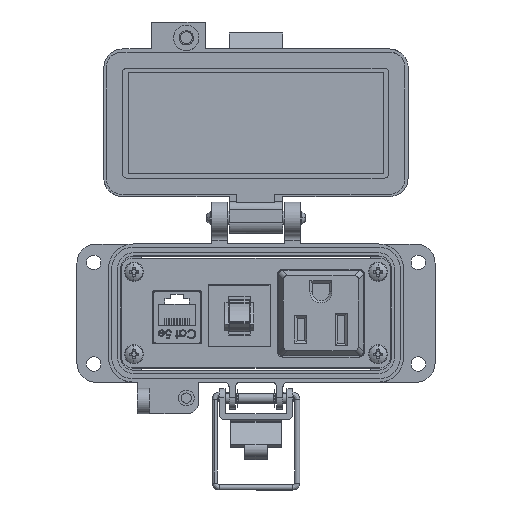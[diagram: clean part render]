
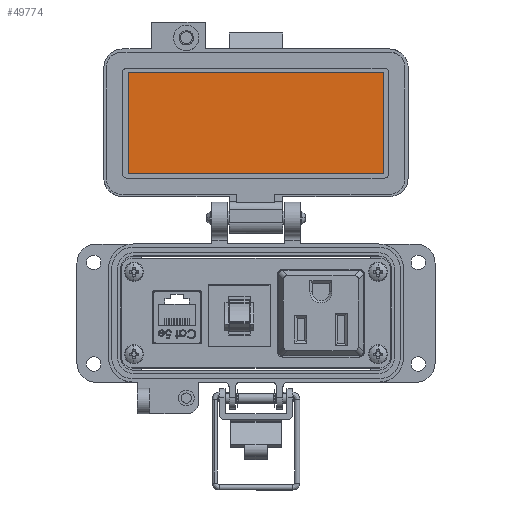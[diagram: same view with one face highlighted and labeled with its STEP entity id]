
A CAD part, top view. The second image highlights one B-rep face of the part: STEP entity #49774.
In plain terms, the highlighted planar face has unit normal (0, 0, 1).
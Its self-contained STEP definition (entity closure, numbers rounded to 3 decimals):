
#252 = CARTESIAN_POINT ( 'NONE',  ( -40.25, 67.154, -25.55 ) ) ;
#3124 = CARTESIAN_POINT ( 'NONE',  ( -40.25, 83.154, -25.55 ) ) ;
#5476 = AXIS2_PLACEMENT_3D ( 'NONE', #42350, #6864, #22665 ) ;
#6864 = DIRECTION ( 'NONE',  ( 0., 0., 1. ) ) ;
#8550 = DIRECTION ( 'NONE',  ( -1., 0., 0. ) ) ;
#9958 = VERTEX_POINT ( 'NONE', #35040 ) ;
#10469 = CARTESIAN_POINT ( 'NONE',  ( -40.25, 51.154, -25.55 ) ) ;
#10499 = VECTOR ( 'NONE', #10823, 1000. ) ;
#10738 = FACE_OUTER_BOUND ( 'NONE', #21008, .T. ) ;
#10823 = DIRECTION ( 'NONE',  ( 0., -1., 0. ) ) ;
#13446 = VERTEX_POINT ( 'NONE', #10469 ) ;
#14293 = LINE ( 'NONE', #30073, #37311 ) ;
#16062 = DIRECTION ( 'NONE',  ( 0., 1., 0. ) ) ;
#19916 = EDGE_CURVE ( 'NONE', #13446, #34228, #35736, .T. ) ;
#21008 = EDGE_LOOP ( 'NONE', ( #51074, #43655, #50370, #37922 ) ) ;
#22665 = DIRECTION ( 'NONE',  ( 0., -1., 0. ) ) ;
#25546 = VECTOR ( 'NONE', #8550, 1000. ) ;
#26017 = EDGE_CURVE ( 'NONE', #49104, #13446, #28240, .T. ) ;
#26545 = PLANE ( 'NONE',  #5476 ) ;
#28240 = LINE ( 'NONE', #44048, #25546 ) ;
#30073 = CARTESIAN_POINT ( 'NONE',  ( -8.5, 83.154, -25.55 ) ) ;
#30508 = LINE ( 'NONE', #46331, #10499 ) ;
#31250 = EDGE_CURVE ( 'NONE', #9958, #49104, #30508, .T. ) ;
#32848 = CARTESIAN_POINT ( 'NONE',  ( 40.25, 51.154, -25.55 ) ) ;
#34228 = VERTEX_POINT ( 'NONE', #3124 ) ;
#35040 = CARTESIAN_POINT ( 'NONE',  ( 40.25, 83.154, -25.55 ) ) ;
#35736 = LINE ( 'NONE', #252, #50530 ) ;
#37311 = VECTOR ( 'NONE', #45894, 1000. ) ;
#37922 = ORIENTED_EDGE ( 'NONE', *, *, #31250, .F. ) ;
#42350 = CARTESIAN_POINT ( 'NONE',  ( -8.5, 67.154, -25.55 ) ) ;
#43655 = ORIENTED_EDGE ( 'NONE', *, *, #19916, .F. ) ;
#44048 = CARTESIAN_POINT ( 'NONE',  ( 42., 51.154, -25.55 ) ) ;
#45894 = DIRECTION ( 'NONE',  ( 1., 0., 0. ) ) ;
#46165 = EDGE_CURVE ( 'NONE', #34228, #9958, #14293, .T. ) ;
#46331 = CARTESIAN_POINT ( 'NONE',  ( 40.25, 67.154, -25.55 ) ) ;
#49104 = VERTEX_POINT ( 'NONE', #32848 ) ;
#49774 = ADVANCED_FACE ( 'NONE', ( #10738 ), #26545, .T. ) ;
#50370 = ORIENTED_EDGE ( 'NONE', *, *, #26017, .F. ) ;
#50530 = VECTOR ( 'NONE', #16062, 1000. ) ;
#51074 = ORIENTED_EDGE ( 'NONE', *, *, #46165, .F. ) ;
